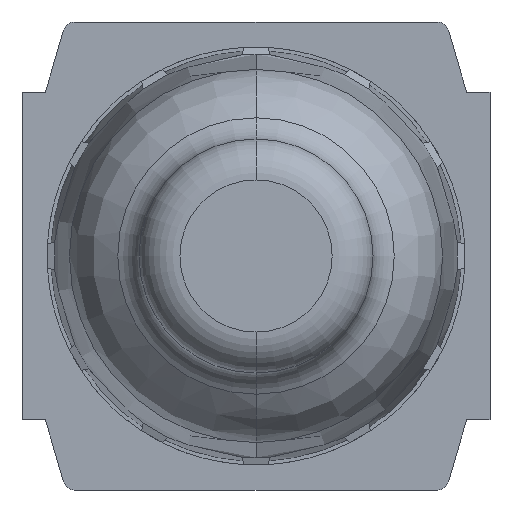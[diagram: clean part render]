
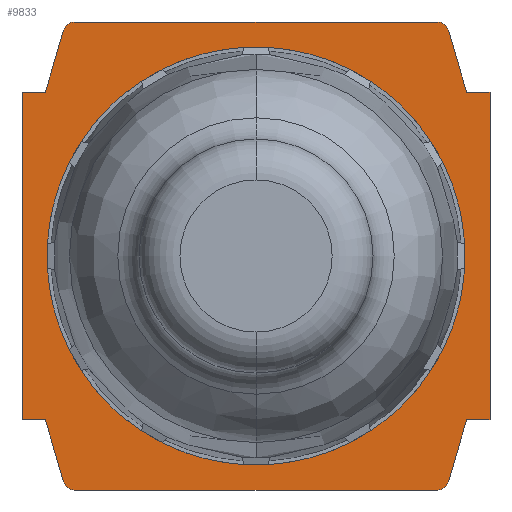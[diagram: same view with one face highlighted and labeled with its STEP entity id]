
A CAD part, front view. The second image highlights one B-rep face of the part: STEP entity #9833.
In plain terms, the highlighted face is planar.
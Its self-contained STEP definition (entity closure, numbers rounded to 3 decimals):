
#18 = ORIENTED_EDGE ( 'NONE', *, *, #3252, .F. ) ;
#69 = VERTEX_POINT ( 'NONE', #1204 ) ;
#210 = CARTESIAN_POINT ( 'NONE',  ( 15.5, -19., -26. ) ) ;
#212 = EDGE_CURVE ( 'NONE', #8295, #9898, #5447, .T. ) ;
#378 = AXIS2_PLACEMENT_3D ( 'NONE', #792, #7009, #1698 ) ;
#410 = AXIS2_PLACEMENT_3D ( 'NONE', #2980, #9186, #3892 ) ;
#433 = VERTEX_POINT ( 'NONE', #3424 ) ;
#531 = VERTEX_POINT ( 'NONE', #4248 ) ;
#792 = CARTESIAN_POINT ( 'NONE',  ( 15.5, 19., -26. ) ) ;
#989 = CARTESIAN_POINT ( 'NONE',  ( 0., -14., -26. ) ) ;
#995 = ORIENTED_EDGE ( 'NONE', *, *, #8713, .F. ) ;
#1034 = AXIS2_PLACEMENT_3D ( 'NONE', #6933, #1613, #7826 ) ;
#1080 = DIRECTION ( 'NONE',  ( -1., 0., 0. ) ) ;
#1139 = VERTEX_POINT ( 'NONE', #6609 ) ;
#1157 = CARTESIAN_POINT ( 'NONE',  ( 0.002, 17.85, -26. ) ) ;
#1165 = CARTESIAN_POINT ( 'NONE',  ( -15.5, 20., -26. ) ) ;
#1181 = CARTESIAN_POINT ( 'NONE',  ( 0., 20., -26. ) ) ;
#1204 = CARTESIAN_POINT ( 'NONE',  ( -20., -14., -26. ) ) ;
#1406 = VERTEX_POINT ( 'NONE', #6181 ) ;
#1547 = ORIENTED_EDGE ( 'NONE', *, *, #9699, .F. ) ;
#1592 = AXIS2_PLACEMENT_3D ( 'NONE', #7960, #2643, #8845 ) ;
#1594 = EDGE_CURVE ( 'NONE', #5714, #7884, #5497, .T. ) ;
#1613 = DIRECTION ( 'NONE',  ( 0., 0., 1. ) ) ;
#1698 = DIRECTION ( 'NONE',  ( -1., 0., 0. ) ) ;
#1759 = VECTOR ( 'NONE', #7927, 1000. ) ;
#1811 = EDGE_CURVE ( 'NONE', #7304, #8295, #10933, .T. ) ;
#1819 = VECTOR ( 'NONE', #3838, 1000. ) ;
#1840 = LINE ( 'NONE', #7407, #3960 ) ;
#1950 = CIRCLE ( 'NONE', #6239, 17.85 ) ;
#1985 = CARTESIAN_POINT ( 'NONE',  ( 18., 14., -26. ) ) ;
#2186 = CARTESIAN_POINT ( 'NONE',  ( 20., 0., -26. ) ) ;
#2192 = CARTESIAN_POINT ( 'NONE',  ( 16.46, 19.28, -26. ) ) ;
#2588 = LINE ( 'NONE', #11103, #7316 ) ;
#2643 = DIRECTION ( 'NONE',  ( 0., 0., -1. ) ) ;
#2724 = EDGE_CURVE ( 'NONE', #6122, #2915, #6214, .T. ) ;
#2894 = DIRECTION ( 'NONE',  ( -0.28, 0.96, 0. ) ) ;
#2915 = VERTEX_POINT ( 'NONE', #8075 ) ;
#2932 = ORIENTED_EDGE ( 'NONE', *, *, #5502, .F. ) ;
#2980 = CARTESIAN_POINT ( 'NONE',  ( 0., 0., -26. ) ) ;
#2986 = DIRECTION ( 'NONE',  ( 0.28, 0.96, 0. ) ) ;
#3014 = CARTESIAN_POINT ( 'NONE',  ( 16.46, -19.28, -26. ) ) ;
#3082 = EDGE_CURVE ( 'NONE', #8190, #1139, #3792, .T. ) ;
#3099 = EDGE_CURVE ( 'NONE', #1406, #8579, #6128, .T. ) ;
#3107 = CARTESIAN_POINT ( 'NONE',  ( 0.002, 0., -26. ) ) ;
#3178 = DIRECTION ( 'NONE',  ( -1., 0., 0. ) ) ;
#3252 = EDGE_CURVE ( 'NONE', #1139, #6122, #6413, .T. ) ;
#3266 = CARTESIAN_POINT ( 'NONE',  ( -16.46, 19.28, -26. ) ) ;
#3424 = CARTESIAN_POINT ( 'NONE',  ( 20., 14., -26. ) ) ;
#3463 = VECTOR ( 'NONE', #7202, 1000. ) ;
#3554 = DIRECTION ( 'NONE',  ( 0., -1., 0. ) ) ;
#3757 = ORIENTED_EDGE ( 'NONE', *, *, #2724, .F. ) ;
#3792 = CIRCLE ( 'NONE', #378, 1. ) ;
#3838 = DIRECTION ( 'NONE',  ( -1., 0., 0. ) ) ;
#3892 = DIRECTION ( 'NONE',  ( 1., 0., 0. ) ) ;
#3899 = DIRECTION ( 'NONE',  ( -1., 0., 0. ) ) ;
#3960 = VECTOR ( 'NONE', #2986, 1000. ) ;
#4003 = DIRECTION ( 'NONE',  ( 0., 1., 0. ) ) ;
#4153 = EDGE_CURVE ( 'NONE', #6768, #9744, #6813, .T. ) ;
#4198 = EDGE_CURVE ( 'NONE', #6015, #7304, #9317, .T. ) ;
#4248 = CARTESIAN_POINT ( 'NONE',  ( 18., 14., -26. ) ) ;
#4283 = CARTESIAN_POINT ( 'NONE',  ( -18., -14., -26. ) ) ;
#4569 = CARTESIAN_POINT ( 'NONE',  ( -18., 14., -26. ) ) ;
#4689 = VECTOR ( 'NONE', #8807, 1000. ) ;
#4763 = ORIENTED_EDGE ( 'NONE', *, *, #1811, .F. ) ;
#5005 = LINE ( 'NONE', #6149, #7076 ) ;
#5242 = EDGE_CURVE ( 'NONE', #5434, #6015, #2588, .T. ) ;
#5268 = ORIENTED_EDGE ( 'NONE', *, *, #10782, .F. ) ;
#5293 = VECTOR ( 'NONE', #10203, 1000. ) ;
#5336 = ORIENTED_EDGE ( 'NONE', *, *, #3082, .F. ) ;
#5408 = FACE_OUTER_BOUND ( 'NONE', #6099, .T. ) ;
#5434 = VERTEX_POINT ( 'NONE', #4283 ) ;
#5447 = CIRCLE ( 'NONE', #10016, 1. ) ;
#5497 = CIRCLE ( 'NONE', #1592, 17.85 ) ;
#5502 = EDGE_CURVE ( 'NONE', #433, #531, #7306, .T. ) ;
#5577 = LINE ( 'NONE', #2186, #5293 ) ;
#5714 = VERTEX_POINT ( 'NONE', #1157 ) ;
#6015 = VERTEX_POINT ( 'NONE', #6354 ) ;
#6065 = EDGE_CURVE ( 'NONE', #531, #8190, #10443, .T. ) ;
#6099 = EDGE_LOOP ( 'NONE', ( #5336, #11347, #2932, #6854, #9441, #995, #6344, #4763, #6891, #7592, #1547, #10450, #9418, #7123, #3757, #18 ) ) ;
#6122 = VERTEX_POINT ( 'NONE', #1165 ) ;
#6126 = DIRECTION ( 'NONE',  ( 1., 0., 0. ) ) ;
#6128 = LINE ( 'NONE', #11439, #10575 ) ;
#6147 = CARTESIAN_POINT ( 'NONE',  ( 0., 14., -26. ) ) ;
#6149 = CARTESIAN_POINT ( 'NONE',  ( -20., 0., -26. ) ) ;
#6181 = CARTESIAN_POINT ( 'NONE',  ( 18., -14., -26. ) ) ;
#6214 = CIRCLE ( 'NONE', #1034, 1. ) ;
#6239 = AXIS2_PLACEMENT_3D ( 'NONE', #3107, #9302, #4003 ) ;
#6344 = ORIENTED_EDGE ( 'NONE', *, *, #212, .F. ) ;
#6354 = CARTESIAN_POINT ( 'NONE',  ( -16.46, -19.28, -26. ) ) ;
#6393 = EDGE_CURVE ( 'NONE', #2915, #6768, #7136, .T. ) ;
#6413 = LINE ( 'NONE', #1181, #11106 ) ;
#6422 = DIRECTION ( 'NONE',  ( 0., 0., 1. ) ) ;
#6609 = CARTESIAN_POINT ( 'NONE',  ( 15.5, 20., -26. ) ) ;
#6768 = VERTEX_POINT ( 'NONE', #4569 ) ;
#6813 = LINE ( 'NONE', #10034, #1819 ) ;
#6835 = VECTOR ( 'NONE', #10342, 1000. ) ;
#6854 = ORIENTED_EDGE ( 'NONE', *, *, #9349, .F. ) ;
#6891 = ORIENTED_EDGE ( 'NONE', *, *, #4198, .F. ) ;
#6933 = CARTESIAN_POINT ( 'NONE',  ( -15.5, 19., -26. ) ) ;
#7009 = DIRECTION ( 'NONE',  ( 0., 0., 1. ) ) ;
#7031 = CARTESIAN_POINT ( 'NONE',  ( 0., -20., -26. ) ) ;
#7076 = VECTOR ( 'NONE', #3554, 1000. ) ;
#7123 = ORIENTED_EDGE ( 'NONE', *, *, #6393, .F. ) ;
#7136 = LINE ( 'NONE', #3266, #6835 ) ;
#7202 = DIRECTION ( 'NONE',  ( 1., 0., 0. ) ) ;
#7210 = CARTESIAN_POINT ( 'NONE',  ( 20., -14., -26. ) ) ;
#7304 = VERTEX_POINT ( 'NONE', #10676 ) ;
#7306 = LINE ( 'NONE', #6147, #4689 ) ;
#7316 = VECTOR ( 'NONE', #7577, 1000. ) ;
#7407 = CARTESIAN_POINT ( 'NONE',  ( 16.46, -19.28, -26. ) ) ;
#7534 = AXIS2_PLACEMENT_3D ( 'NONE', #11234, #8476, #3178 ) ;
#7577 = DIRECTION ( 'NONE',  ( 0.28, -0.96, 0. ) ) ;
#7592 = ORIENTED_EDGE ( 'NONE', *, *, #5242, .F. ) ;
#7788 = EDGE_CURVE ( 'NONE', #9744, #69, #5005, .T. ) ;
#7826 = DIRECTION ( 'NONE',  ( -1., 0., 0. ) ) ;
#7884 = VERTEX_POINT ( 'NONE', #9797 ) ;
#7927 = DIRECTION ( 'NONE',  ( 1., 0., 0. ) ) ;
#7960 = CARTESIAN_POINT ( 'NONE',  ( 0.002, 0., -26. ) ) ;
#8041 = FACE_BOUND ( 'NONE', #10120, .T. ) ;
#8075 = CARTESIAN_POINT ( 'NONE',  ( -16.46, 19.28, -26. ) ) ;
#8107 = VECTOR ( 'NONE', #2894, 1000. ) ;
#8169 = CARTESIAN_POINT ( 'NONE',  ( -20., 14., -26. ) ) ;
#8190 = VERTEX_POINT ( 'NONE', #2192 ) ;
#8295 = VERTEX_POINT ( 'NONE', #11191 ) ;
#8447 = LINE ( 'NONE', #989, #3463 ) ;
#8476 = DIRECTION ( 'NONE',  ( 0., 0., 1. ) ) ;
#8579 = VERTEX_POINT ( 'NONE', #7210 ) ;
#8636 = ORIENTED_EDGE ( 'NONE', *, *, #1594, .F. ) ;
#8713 = EDGE_CURVE ( 'NONE', #9898, #1406, #1840, .T. ) ;
#8807 = DIRECTION ( 'NONE',  ( -1., 0., 0. ) ) ;
#8845 = DIRECTION ( 'NONE',  ( 0., 1., 0. ) ) ;
#9186 = DIRECTION ( 'NONE',  ( 0., 0., 1. ) ) ;
#9302 = DIRECTION ( 'NONE',  ( 0., 0., -1. ) ) ;
#9317 = CIRCLE ( 'NONE', #7534, 1. ) ;
#9349 = EDGE_CURVE ( 'NONE', #8579, #433, #5577, .T. ) ;
#9418 = ORIENTED_EDGE ( 'NONE', *, *, #4153, .F. ) ;
#9441 = ORIENTED_EDGE ( 'NONE', *, *, #3099, .F. ) ;
#9699 = EDGE_CURVE ( 'NONE', #69, #5434, #8447, .T. ) ;
#9744 = VERTEX_POINT ( 'NONE', #8169 ) ;
#9797 = CARTESIAN_POINT ( 'NONE',  ( 0.002, -17.85, -26. ) ) ;
#9833 = ADVANCED_FACE ( 'NONE', ( #8041, #5408 ), #10930, .F. ) ;
#9898 = VERTEX_POINT ( 'NONE', #3014 ) ;
#10016 = AXIS2_PLACEMENT_3D ( 'NONE', #210, #6422, #1080 ) ;
#10034 = CARTESIAN_POINT ( 'NONE',  ( 0., 14., -26. ) ) ;
#10120 = EDGE_LOOP ( 'NONE', ( #8636, #5268 ) ) ;
#10203 = DIRECTION ( 'NONE',  ( 0., 1., 0. ) ) ;
#10342 = DIRECTION ( 'NONE',  ( -0.28, -0.96, 0. ) ) ;
#10443 = LINE ( 'NONE', #1985, #8107 ) ;
#10450 = ORIENTED_EDGE ( 'NONE', *, *, #7788, .F. ) ;
#10575 = VECTOR ( 'NONE', #6126, 1000. ) ;
#10676 = CARTESIAN_POINT ( 'NONE',  ( -15.5, -20., -26. ) ) ;
#10782 = EDGE_CURVE ( 'NONE', #7884, #5714, #1950, .T. ) ;
#10930 = PLANE ( 'NONE',  #410 ) ;
#10933 = LINE ( 'NONE', #7031, #1759 ) ;
#11103 = CARTESIAN_POINT ( 'NONE',  ( -18., -14., -26. ) ) ;
#11106 = VECTOR ( 'NONE', #3899, 1000. ) ;
#11191 = CARTESIAN_POINT ( 'NONE',  ( 15.5, -20., -26. ) ) ;
#11234 = CARTESIAN_POINT ( 'NONE',  ( -15.5, -19., -26. ) ) ;
#11347 = ORIENTED_EDGE ( 'NONE', *, *, #6065, .F. ) ;
#11439 = CARTESIAN_POINT ( 'NONE',  ( 0., -14., -26. ) ) ;
